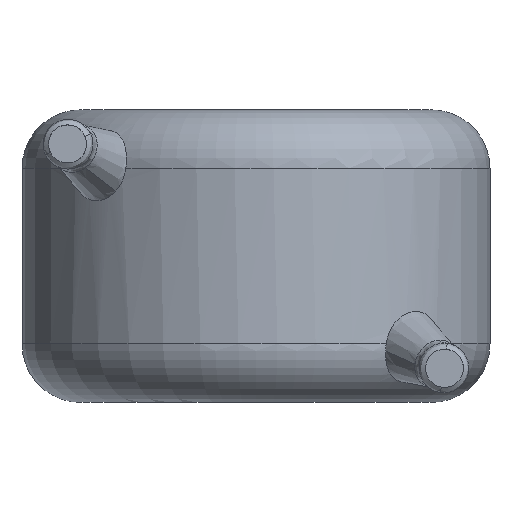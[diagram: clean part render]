
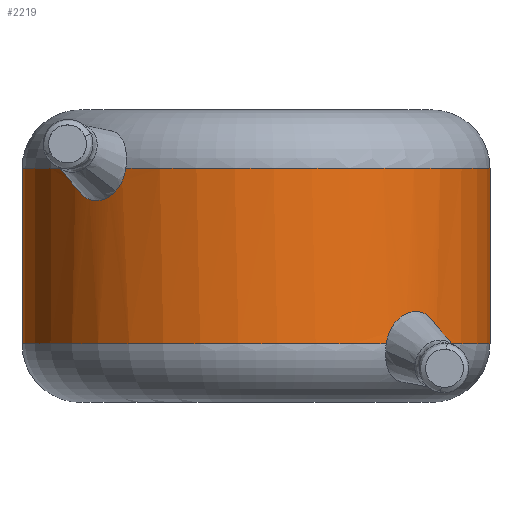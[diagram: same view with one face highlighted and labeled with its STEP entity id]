
A CAD part, front view. The second image highlights one B-rep face of the part: STEP entity #2219.
In plain terms, the highlighted cylindrical face has radius 4 mm (diameter 8 mm), a partial arc.
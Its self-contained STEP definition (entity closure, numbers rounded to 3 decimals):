
#1 = CARTESIAN_POINT ( 'NONE',  ( -2.804, -2.854, 3.444 ) ) ;
#21 = CARTESIAN_POINT ( 'NONE',  ( -4., 0., 5. ) ) ;
#87 = CARTESIAN_POINT ( 'NONE',  ( 3.081, -2.551, 1.292 ) ) ;
#101 = CARTESIAN_POINT ( 'NONE',  ( 2.493, -3.13, 1.491 ) ) ;
#338 = CARTESIAN_POINT ( 'NONE',  ( -2.55, -3.084, 3.484 ) ) ;
#359 = VERTEX_POINT ( 'NONE', #958 ) ;
#431 = CARTESIAN_POINT ( 'NONE',  ( 3.121, -2.502, 1.153 ) ) ;
#451 = DIRECTION ( 'NONE',  ( 1., 0., 0. ) ) ;
#458 = CARTESIAN_POINT ( 'NONE',  ( 2.609, -3.036, 1.549 ) ) ;
#480 = VERTEX_POINT ( 'NONE', #1861 ) ;
#512 = VERTEX_POINT ( 'NONE', #1261 ) ;
#599 = VERTEX_POINT ( 'NONE', #1652 ) ;
#621 = CIRCLE ( 'NONE', #4238, 4. ) ;
#662 = EDGE_CURVE ( 'NONE', #359, #3527, #810, .T. ) ;
#707 = CIRCLE ( 'NONE', #1775, 4. ) ;
#787 = CARTESIAN_POINT ( 'NONE',  ( -2.225, -3.324, 4. ) ) ;
#810 = B_SPLINE_CURVE_WITH_KNOTS ( 'NONE', 3,
 ( #2189, #2301, #2899, #3225, #4222, #1, #3284, #338, #3946, #2600 ),
 .UNSPECIFIED., .F., .F.,
 ( 4, 2, 2, 2, 4 ),
 ( 0., 0., 0.001, 0.001, 0.001 ),
 .UNSPECIFIED. ) ;
#923 = VERTEX_POINT ( 'NONE', #787 ) ;
#924 = AXIS2_PLACEMENT_3D ( 'NONE', #1271, #1932, #2257 ) ;
#958 = CARTESIAN_POINT ( 'NONE',  ( -3.131, -2.489, 4. ) ) ;
#962 = EDGE_CURVE ( 'NONE', #2705, #1737, #1322, .T. ) ;
#1091 = CARTESIAN_POINT ( 'NONE',  ( 3.131, -2.49, 1.077 ) ) ;
#1100 = CARTESIAN_POINT ( 'NONE',  ( 0., 0., 1. ) ) ;
#1149 = CARTESIAN_POINT ( 'NONE',  ( 2.308, -3.269, 1.29 ) ) ;
#1150 = ORIENTED_EDGE ( 'NONE', *, *, #2497, .T. ) ;
#1175 = ORIENTED_EDGE ( 'NONE', *, *, #3695, .T. ) ;
#1261 = CARTESIAN_POINT ( 'NONE',  ( -4., 0., 1. ) ) ;
#1271 = CARTESIAN_POINT ( 'NONE',  ( 0., 0., 4. ) ) ;
#1322 = LINE ( 'NONE', #2382, #1427 ) ;
#1379 = CARTESIAN_POINT ( 'NONE',  ( -2.307, -3.27, 3.713 ) ) ;
#1427 = VECTOR ( 'NONE', #3096, 1000. ) ;
#1470 = DIRECTION ( 'NONE',  ( 1., 0., 0. ) ) ;
#1538 = ORIENTED_EDGE ( 'NONE', *, *, #2232, .T. ) ;
#1652 = CARTESIAN_POINT ( 'NONE',  ( 2.225, -3.324, 1. ) ) ;
#1682 = CARTESIAN_POINT ( 'NONE',  ( 0., 0., 5. ) ) ;
#1690 = DIRECTION ( 'NONE',  ( 0., 0., -1. ) ) ;
#1721 = DIRECTION ( 'NONE',  ( 0., 0., -1. ) ) ;
#1727 = CARTESIAN_POINT ( 'NONE',  ( 2.939, -2.716, 1.505 ) ) ;
#1737 = VERTEX_POINT ( 'NONE', #3710 ) ;
#1775 = AXIS2_PLACEMENT_3D ( 'NONE', #2759, #3704, #1470 ) ;
#1843 = CARTESIAN_POINT ( 'NONE',  ( 0., 0., 4. ) ) ;
#1861 = CARTESIAN_POINT ( 'NONE',  ( -4., 0., 4. ) ) ;
#1932 = DIRECTION ( 'NONE',  ( 0., 0., -1. ) ) ;
#1946 = CIRCLE ( 'NONE', #2015, 4. ) ;
#2015 = AXIS2_PLACEMENT_3D ( 'NONE', #1843, #3829, #3450 ) ;
#2066 = CARTESIAN_POINT ( 'NONE',  ( 2.225, -3.324, 1. ) ) ;
#2068 = CARTESIAN_POINT ( 'NONE',  ( -2.398, -3.202, 3.613 ) ) ;
#2076 = VECTOR ( 'NONE', #1690, 1000. ) ;
#2093 = VERTEX_POINT ( 'NONE', #2929 ) ;
#2189 = CARTESIAN_POINT ( 'NONE',  ( -3.131, -2.489, 4. ) ) ;
#2194 = EDGE_CURVE ( 'NONE', #3527, #923, #2890, .T. ) ;
#2219 = ADVANCED_FACE ( 'NONE', ( #4260 ), #3843, .T. ) ;
#2232 = EDGE_CURVE ( 'NONE', #2093, #1737, #621, .T. ) ;
#2257 = DIRECTION ( 'NONE',  ( 1., 0., 0. ) ) ;
#2286 = ORIENTED_EDGE ( 'NONE', *, *, #3898, .T. ) ;
#2301 = CARTESIAN_POINT ( 'NONE',  ( -3.131, -2.49, 3.884 ) ) ;
#2329 = ORIENTED_EDGE ( 'NONE', *, *, #2415, .T. ) ;
#2382 = CARTESIAN_POINT ( 'NONE',  ( 4., 0., 5. ) ) ;
#2415 = EDGE_CURVE ( 'NONE', #359, #480, #1946, .T. ) ;
#2423 = ORIENTED_EDGE ( 'NONE', *, *, #2194, .F. ) ;
#2437 = DIRECTION ( 'NONE',  ( 0., 0., 1. ) ) ;
#2449 = ORIENTED_EDGE ( 'NONE', *, *, #662, .F. ) ;
#2456 = EDGE_LOOP ( 'NONE', ( #3949, #1150, #2423, #2449, #2329, #2286, #1175, #4200, #1538 ) ) ;
#2497 = EDGE_CURVE ( 'NONE', #2705, #923, #2636, .T. ) ;
#2600 = CARTESIAN_POINT ( 'NONE',  ( -2.398, -3.202, 3.613 ) ) ;
#2636 = CIRCLE ( 'NONE', #924, 4. ) ;
#2705 = VERTEX_POINT ( 'NONE', #3822 ) ;
#2759 = CARTESIAN_POINT ( 'NONE',  ( 0., 0., 1. ) ) ;
#2773 = CARTESIAN_POINT ( 'NONE',  ( 2.244, -3.311, 1.152 ) ) ;
#2831 = AXIS2_PLACEMENT_3D ( 'NONE', #1682, #1721, #3696 ) ;
#2890 = B_SPLINE_CURVE_WITH_KNOTS ( 'NONE', 3,
 ( #3338, #1379, #3979, #3669 ),
 .UNSPECIFIED., .F., .F.,
 ( 4, 4 ),
 ( 0.001, 0.002 ),
 .UNSPECIFIED. ) ;
#2899 = CARTESIAN_POINT ( 'NONE',  ( -3.108, -2.519, 3.771 ) ) ;
#2929 = CARTESIAN_POINT ( 'NONE',  ( 3.131, -2.489, 1. ) ) ;
#3096 = DIRECTION ( 'NONE',  ( 0., 0., -1. ) ) ;
#3225 = CARTESIAN_POINT ( 'NONE',  ( -3.02, -2.624, 3.587 ) ) ;
#3284 = CARTESIAN_POINT ( 'NONE',  ( -2.718, -2.937, 3.438 ) ) ;
#3338 = CARTESIAN_POINT ( 'NONE',  ( -2.398, -3.202, 3.613 ) ) ;
#3364 = CARTESIAN_POINT ( 'NONE',  ( 3.131, -2.489, 1. ) ) ;
#3450 = DIRECTION ( 'NONE',  ( 1., 0., 0. ) ) ;
#3527 = VERTEX_POINT ( 'NONE', #2068 ) ;
#3669 = CARTESIAN_POINT ( 'NONE',  ( -2.225, -3.324, 4. ) ) ;
#3688 = CARTESIAN_POINT ( 'NONE',  ( 2.834, -2.827, 1.556 ) ) ;
#3695 = EDGE_CURVE ( 'NONE', #512, #599, #707, .T. ) ;
#3696 = DIRECTION ( 'NONE',  ( -1., 0., 0. ) ) ;
#3704 = DIRECTION ( 'NONE',  ( 0., 0., 1. ) ) ;
#3710 = CARTESIAN_POINT ( 'NONE',  ( 4., 0., 1. ) ) ;
#3822 = CARTESIAN_POINT ( 'NONE',  ( 4., 0., 4. ) ) ;
#3829 = DIRECTION ( 'NONE',  ( 0., 0., -1. ) ) ;
#3833 = B_SPLINE_CURVE_WITH_KNOTS ( 'NONE', 3,
 ( #2066, #2773, #1149, #101, #458, #3688, #1727, #4030, #87, #431, #1091, #3364 ),
 .UNSPECIFIED., .F., .F.,
 ( 4, 2, 2, 2, 2, 4 ),
 ( 0., 0., 0.001, 0.001, 0.002, 0.002 ),
 .UNSPECIFIED. ) ;
#3843 = CYLINDRICAL_SURFACE ( 'NONE', #2831, 4. ) ;
#3898 = EDGE_CURVE ( 'NONE', #480, #512, #4130, .T. ) ;
#3946 = CARTESIAN_POINT ( 'NONE',  ( -2.467, -3.15, 3.536 ) ) ;
#3949 = ORIENTED_EDGE ( 'NONE', *, *, #962, .F. ) ;
#3979 = CARTESIAN_POINT ( 'NONE',  ( -2.244, -3.312, 3.85 ) ) ;
#4030 = CARTESIAN_POINT ( 'NONE',  ( 3.052, -2.587, 1.354 ) ) ;
#4061 = EDGE_CURVE ( 'NONE', #599, #2093, #3833, .T. ) ;
#4130 = LINE ( 'NONE', #21, #2076 ) ;
#4200 = ORIENTED_EDGE ( 'NONE', *, *, #4061, .T. ) ;
#4222 = CARTESIAN_POINT ( 'NONE',  ( -2.955, -2.698, 3.518 ) ) ;
#4238 = AXIS2_PLACEMENT_3D ( 'NONE', #1100, #2437, #451 ) ;
#4260 = FACE_OUTER_BOUND ( 'NONE', #2456, .T. ) ;
